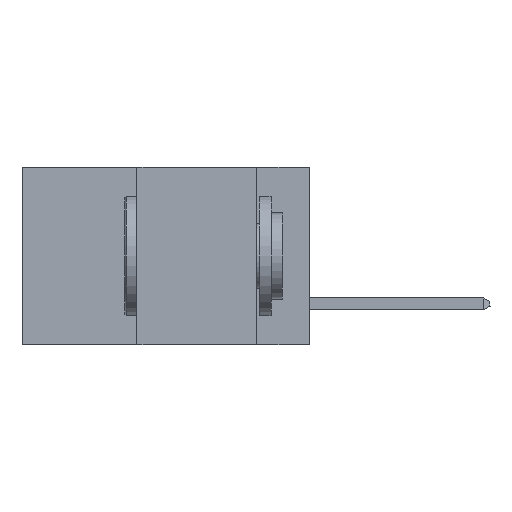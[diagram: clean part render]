
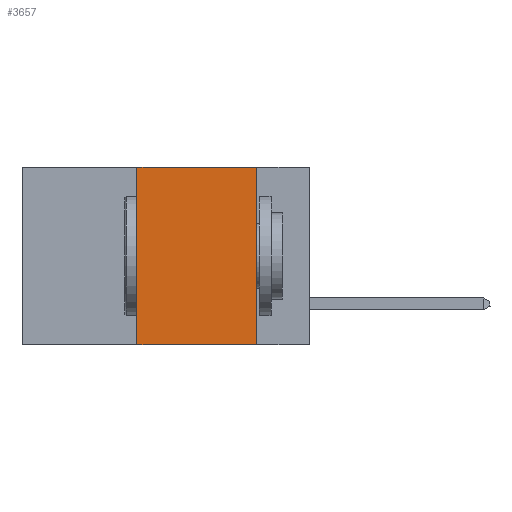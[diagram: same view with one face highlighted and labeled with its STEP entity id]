
A CAD part, left-side view. The second image highlights one B-rep face of the part: STEP entity #3657.
In plain terms, the highlighted planar face has unit normal (-1, 0, 0).
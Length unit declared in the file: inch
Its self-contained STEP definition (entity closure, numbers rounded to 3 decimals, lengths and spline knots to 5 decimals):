
#460 = ORIENTED_EDGE ( 'NONE', *, *, #3370, .F. ) ;
#2188 = FACE_OUTER_BOUND ( 'NONE', #6987, .T. ) ;
#3370 = EDGE_CURVE ( 'NONE', #9929, #8227, #20644, .T. ) ;
#3657 = ADVANCED_FACE ( 'NONE', ( #2188 ), #19771, .F. ) ;
#3924 = EDGE_CURVE ( 'NONE', #19931, #8227, #11396, .T. ) ;
#5356 = VECTOR ( 'NONE', #11328, 39.37008 ) ;
#6941 = VERTEX_POINT ( 'NONE', #9810 ) ;
#6987 = EDGE_LOOP ( 'NONE', ( #460, #25153, #21872, #11298 ) ) ;
#7325 = AXIS2_PLACEMENT_3D ( 'NONE', #17818, #19860, #26089 ) ;
#8227 = VERTEX_POINT ( 'NONE', #23602 ) ;
#8848 = LINE ( 'NONE', #24938, #5356 ) ;
#9810 = CARTESIAN_POINT ( 'NONE',  ( 0., 0.36, 0. ) ) ;
#9929 = VERTEX_POINT ( 'NONE', #16337 ) ;
#10317 = EDGE_CURVE ( 'NONE', #6941, #9929, #8848, .T. ) ;
#10919 = DIRECTION ( 'NONE',  ( 0., 0., 1. ) ) ;
#11298 = ORIENTED_EDGE ( 'NONE', *, *, #3924, .T. ) ;
#11328 = DIRECTION ( 'NONE',  ( 0., -1., 0. ) ) ;
#11350 = EDGE_CURVE ( 'NONE', #19931, #6941, #22772, .T. ) ;
#11396 = LINE ( 'NONE', #22707, #19017 ) ;
#16337 = CARTESIAN_POINT ( 'NONE',  ( 0., 0.11, 0. ) ) ;
#16512 = VECTOR ( 'NONE', #26136, 39.37008 ) ;
#17818 = CARTESIAN_POINT ( 'NONE',  ( 0., 0.6, 0. ) ) ;
#18153 = CARTESIAN_POINT ( 'NONE',  ( 0., 0.36, -0.37 ) ) ;
#18361 = VECTOR ( 'NONE', #10919, 39.37008 ) ;
#18752 = DIRECTION ( 'NONE',  ( 0., -1., 0. ) ) ;
#19017 = VECTOR ( 'NONE', #18752, 39.37008 ) ;
#19771 = PLANE ( 'NONE',  #7325 ) ;
#19860 = DIRECTION ( 'NONE',  ( 1., 0., 0. ) ) ;
#19931 = VERTEX_POINT ( 'NONE', #18153 ) ;
#20644 = LINE ( 'NONE', #23132, #16512 ) ;
#20964 = CARTESIAN_POINT ( 'NONE',  ( 0., 0.36, 0. ) ) ;
#21872 = ORIENTED_EDGE ( 'NONE', *, *, #11350, .F. ) ;
#22707 = CARTESIAN_POINT ( 'NONE',  ( 0., 0.6, -0.37 ) ) ;
#22772 = LINE ( 'NONE', #20964, #18361 ) ;
#23132 = CARTESIAN_POINT ( 'NONE',  ( 0., 0.11, 0. ) ) ;
#23602 = CARTESIAN_POINT ( 'NONE',  ( 0., 0.11, -0.37 ) ) ;
#24938 = CARTESIAN_POINT ( 'NONE',  ( 0., 0.6, 0. ) ) ;
#25153 = ORIENTED_EDGE ( 'NONE', *, *, #10317, .F. ) ;
#26089 = DIRECTION ( 'NONE',  ( 0., 0., -1. ) ) ;
#26136 = DIRECTION ( 'NONE',  ( 0., 0., -1. ) ) ;
